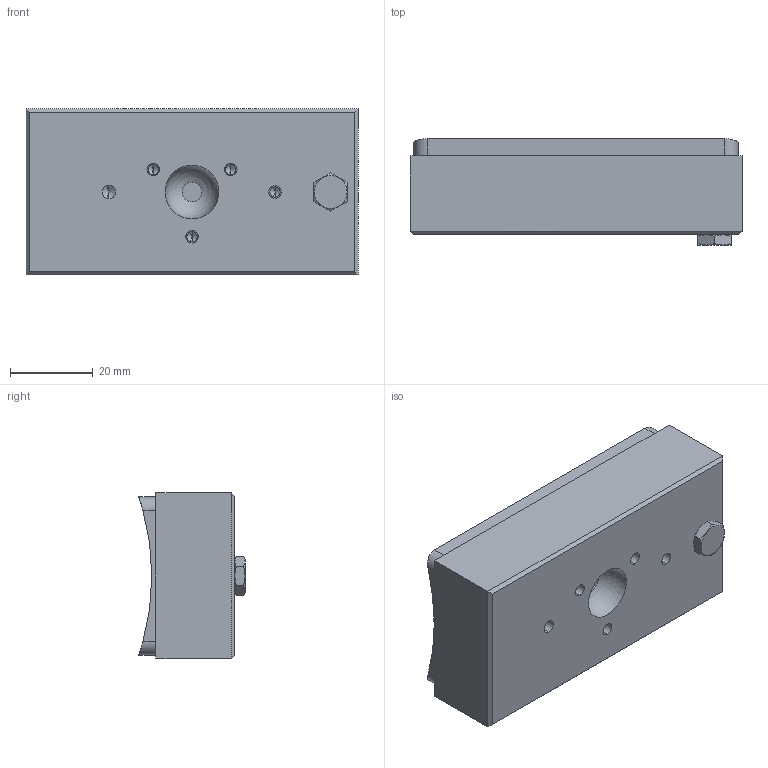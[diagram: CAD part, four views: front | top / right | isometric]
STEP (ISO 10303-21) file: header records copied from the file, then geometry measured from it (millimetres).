
FILE_DESCRIPTION (( 'STEP AP214' ), '1' );
FILE_NAME ('S3240WXXX60.STEP', '2023-01-06T16:46:32', ( '' ), ( '' ), 'SwSTEP 2.0', 'SolidWorks 2020', '' );
FILE_SCHEMA (( 'AUTOMOTIVE_DESIGN' ));
Length unit declared in the file: inch
Products named in the file (5): 62S38SXX_62S38S10; S90A002; S3240WXXX60; S90F028_S90F028; 12S4002_12S4002
Assembly tree (3 placements, depth 2):
  S90A002
  S3240WXXX60
    12S4002_12S4002
    62S38SXX_62S38S10
    S90F028_S90F028
Bounding box: 80.01 x 25.6 x 40.01 mm (x, y, z)
Volume: 61791.6 mm3; surface area: 22167.6 mm2
Topology: 3 solids, 3 shells, 131 faces, 323 edges, 200 vertices
Faces by surface type: plane 59, cylinder 51, cone 18, torus 2, sphere 1
Entity records: 4147 total; most frequent: CARTESIAN_POINT 875, DIRECTION 658, ORIENTED_EDGE 620, EDGE_CURVE 310, AXIS2_PLACEMENT_3D 241, VERTEX_POINT 200, LINE 176, VECTOR 176
